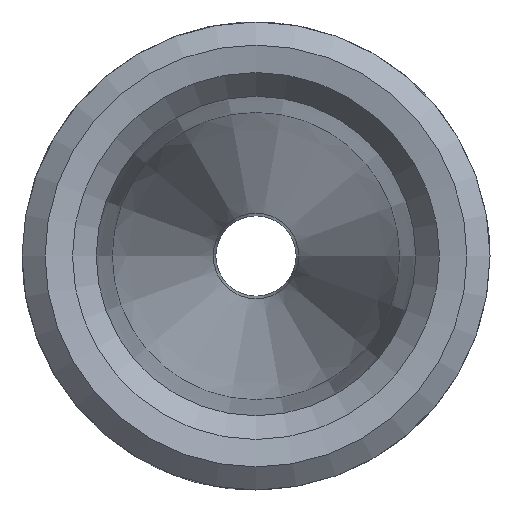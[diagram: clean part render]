
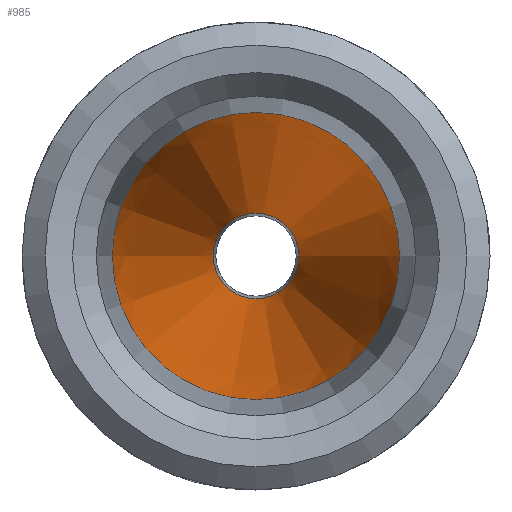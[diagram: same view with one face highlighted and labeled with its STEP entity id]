
A CAD part, front view. The second image highlights one B-rep face of the part: STEP entity #985.
In plain terms, the highlighted conical face has half-angle 8.811 degrees and reference radius 1.375 mm.
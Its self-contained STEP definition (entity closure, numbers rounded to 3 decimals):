
#19=CONICAL_SURFACE('',#1075,1.375,0.154);
#55=CIRCLE('',#1073,0.638);
#56=CIRCLE('',#1074,0.638);
#57=CIRCLE('',#1076,2.15);
#58=CIRCLE('',#1077,2.15);
#158=FACE_OUTER_BOUND('',#213,.T.);
#213=EDGE_LOOP('',(#861,#862,#863,#864,#865,#866));
#287=LINE('',#1885,#361);
#361=VECTOR('',#1300,1.375);
#453=VERTEX_POINT('',#1876);
#454=VERTEX_POINT('',#1878);
#455=VERTEX_POINT('',#1882);
#456=VERTEX_POINT('',#1883);
#592=EDGE_CURVE('',#453,#454,#55,.T.);
#593=EDGE_CURVE('',#454,#453,#56,.T.);
#594=EDGE_CURVE('',#455,#456,#57,.T.);
#595=EDGE_CURVE('',#456,#454,#287,.T.);
#596=EDGE_CURVE('',#456,#455,#58,.T.);
#861=ORIENTED_EDGE('',*,*,#594,.T.);
#862=ORIENTED_EDGE('',*,*,#595,.T.);
#863=ORIENTED_EDGE('',*,*,#592,.F.);
#864=ORIENTED_EDGE('',*,*,#593,.F.);
#865=ORIENTED_EDGE('',*,*,#595,.F.);
#866=ORIENTED_EDGE('',*,*,#596,.T.);
#985=ADVANCED_FACE('',(#158),#19,.F.);
#1073=AXIS2_PLACEMENT_3D('',#1879,#1292,#1293);
#1074=AXIS2_PLACEMENT_3D('',#1880,#1294,#1295);
#1075=AXIS2_PLACEMENT_3D('',#1881,#1296,#1297);
#1076=AXIS2_PLACEMENT_3D('',#1884,#1298,#1299);
#1077=AXIS2_PLACEMENT_3D('',#1886,#1301,#1302);
#1292=DIRECTION('center_axis',(0.,-1.,0.));
#1293=DIRECTION('ref_axis',(-1.,0.,0.));
#1294=DIRECTION('center_axis',(0.,-1.,0.));
#1295=DIRECTION('ref_axis',(-1.,0.,0.));
#1296=DIRECTION('center_axis',(0.,-1.,0.));
#1297=DIRECTION('ref_axis',(1.,0.,0.));
#1298=DIRECTION('center_axis',(0.,-1.,0.));
#1299=DIRECTION('ref_axis',(1.,0.,0.));
#1300=DIRECTION('',(0.153,0.988,0.));
#1301=DIRECTION('center_axis',(0.,-1.,0.));
#1302=DIRECTION('ref_axis',(1.,0.,0.));
#1876=CARTESIAN_POINT('',(0.638,14.753,0.));
#1878=CARTESIAN_POINT('',(-0.638,14.753,0.));
#1879=CARTESIAN_POINT('Origin',(0.,14.753,0.));
#1880=CARTESIAN_POINT('Origin',(0.,14.753,0.));
#1881=CARTESIAN_POINT('Origin',(0.,10.,0.));
#1882=CARTESIAN_POINT('',(2.15,5.,0.));
#1883=CARTESIAN_POINT('',(-2.15,5.,0.));
#1884=CARTESIAN_POINT('Origin',(0.,5.,0.));
#1885=CARTESIAN_POINT('',(-1.375,10.,0.));
#1886=CARTESIAN_POINT('Origin',(0.,5.,0.));
